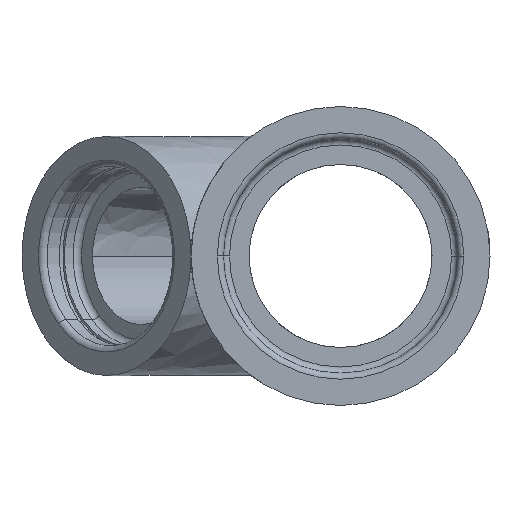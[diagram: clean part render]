
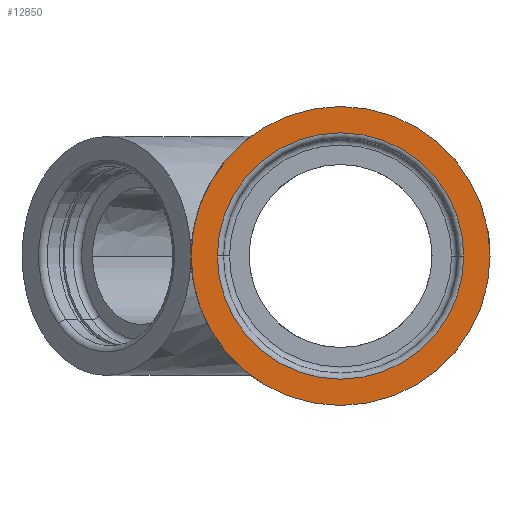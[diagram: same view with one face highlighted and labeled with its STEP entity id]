
A CAD part, front view. The second image highlights one B-rep face of the part: STEP entity #12850.
In plain terms, the highlighted planar face has unit normal (0, -1, 0).
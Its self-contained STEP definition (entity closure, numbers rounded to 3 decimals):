
#74 = DIRECTION ( 'NONE',  ( 0., 0., 1. ) ) ;
#354 = FACE_OUTER_BOUND ( 'NONE', #7914, .T. ) ;
#1312 = ORIENTED_EDGE ( 'NONE', *, *, #11695, .F. ) ;
#2081 = CARTESIAN_POINT ( 'NONE',  ( -202., 0., 0. ) ) ;
#2216 = ORIENTED_EDGE ( 'NONE', *, *, #17687, .T. ) ;
#2267 = CIRCLE ( 'NONE', #4853, 245. ) ;
#2370 = DIRECTION ( 'NONE',  ( 0., 1., 0. ) ) ;
#2683 = ORIENTED_EDGE ( 'NONE', *, *, #15120, .T. ) ;
#2990 = DIRECTION ( 'NONE',  ( 0., 0., 1. ) ) ;
#3292 = CARTESIAN_POINT ( 'NONE',  ( 0., 0., 245. ) ) ;
#3361 = CIRCLE ( 'NONE', #6249, 202. ) ;
#4853 = AXIS2_PLACEMENT_3D ( 'NONE', #5277, #6731, #5191 ) ;
#5191 = DIRECTION ( 'NONE',  ( 0., 0., 1. ) ) ;
#5277 = CARTESIAN_POINT ( 'NONE',  ( 0., 0., 0. ) ) ;
#6249 = AXIS2_PLACEMENT_3D ( 'NONE', #7714, #2370, #15830 ) ;
#6640 = AXIS2_PLACEMENT_3D ( 'NONE', #14987, #16155, #17415 ) ;
#6731 = DIRECTION ( 'NONE',  ( 0., 1., 0. ) ) ;
#6948 = CARTESIAN_POINT ( 'NONE',  ( 0., 0., 0. ) ) ;
#7039 = DIRECTION ( 'NONE',  ( 0., 1., 0. ) ) ;
#7154 = CIRCLE ( 'NONE', #9019, 245. ) ;
#7714 = CARTESIAN_POINT ( 'NONE',  ( 0., 0., 0. ) ) ;
#7733 = VERTEX_POINT ( 'NONE', #10049 ) ;
#7828 = ORIENTED_EDGE ( 'NONE', *, *, #17137, .F. ) ;
#7914 = EDGE_LOOP ( 'NONE', ( #11812, #7828, #1312 ) ) ;
#8861 = AXIS2_PLACEMENT_3D ( 'NONE', #11331, #14116, #12763 ) ;
#9019 = AXIS2_PLACEMENT_3D ( 'NONE', #12468, #15354, #2990 ) ;
#9985 = EDGE_CURVE ( 'NONE', #14049, #16201, #2267, .T. ) ;
#10049 = CARTESIAN_POINT ( 'NONE',  ( 0., 0., -245. ) ) ;
#10977 = EDGE_LOOP ( 'NONE', ( #2216, #2683 ) ) ;
#11211 = CARTESIAN_POINT ( 'NONE',  ( -245., 0., 0. ) ) ;
#11331 = CARTESIAN_POINT ( 'NONE',  ( 0., 0., 0. ) ) ;
#11548 = VERTEX_POINT ( 'NONE', #12559 ) ;
#11695 = EDGE_CURVE ( 'NONE', #16201, #7733, #7154, .T. ) ;
#11812 = ORIENTED_EDGE ( 'NONE', *, *, #9985, .F. ) ;
#11991 = VERTEX_POINT ( 'NONE', #2081 ) ;
#12294 = CIRCLE ( 'NONE', #8861, 245. ) ;
#12455 = PLANE ( 'NONE',  #14214 ) ;
#12468 = CARTESIAN_POINT ( 'NONE',  ( 0., 0., 0. ) ) ;
#12559 = CARTESIAN_POINT ( 'NONE',  ( 202., 0., 0. ) ) ;
#12763 = DIRECTION ( 'NONE',  ( 0., 0., 1. ) ) ;
#12850 = ADVANCED_FACE ( 'NONE', ( #16330, #354 ), #12455, .F. ) ;
#14049 = VERTEX_POINT ( 'NONE', #11211 ) ;
#14116 = DIRECTION ( 'NONE',  ( 0., 1., 0. ) ) ;
#14214 = AXIS2_PLACEMENT_3D ( 'NONE', #6948, #7039, #74 ) ;
#14434 = CIRCLE ( 'NONE', #6640, 202. ) ;
#14987 = CARTESIAN_POINT ( 'NONE',  ( 0., 0., 0. ) ) ;
#15120 = EDGE_CURVE ( 'NONE', #11548, #11991, #14434, .T. ) ;
#15354 = DIRECTION ( 'NONE',  ( 0., 1., 0. ) ) ;
#15830 = DIRECTION ( 'NONE',  ( -1., 0., 0. ) ) ;
#16155 = DIRECTION ( 'NONE',  ( 0., 1., 0. ) ) ;
#16201 = VERTEX_POINT ( 'NONE', #3292 ) ;
#16330 = FACE_BOUND ( 'NONE', #10977, .T. ) ;
#17137 = EDGE_CURVE ( 'NONE', #7733, #14049, #12294, .T. ) ;
#17415 = DIRECTION ( 'NONE',  ( -1., 0., 0. ) ) ;
#17687 = EDGE_CURVE ( 'NONE', #11991, #11548, #3361, .T. ) ;
